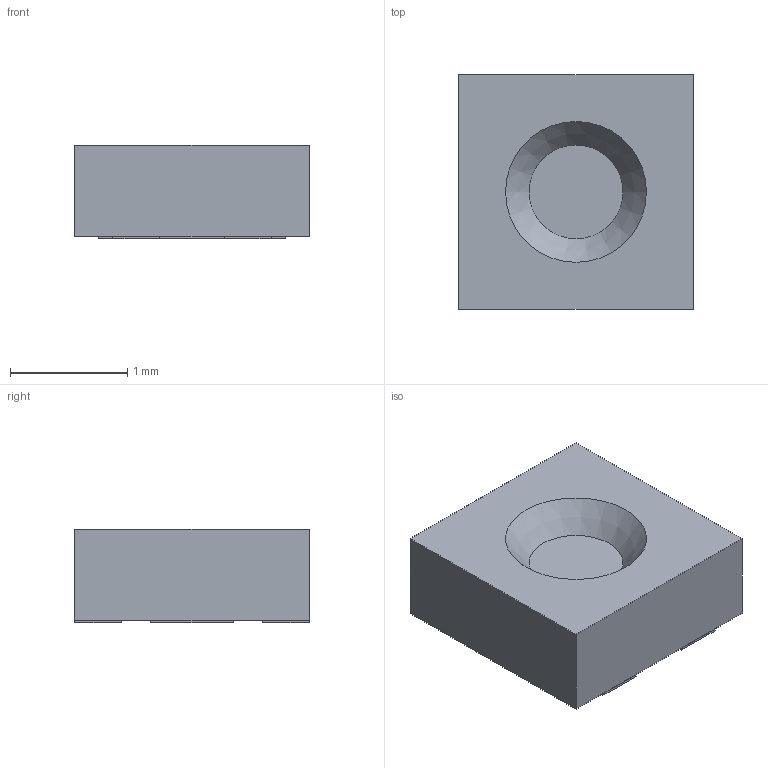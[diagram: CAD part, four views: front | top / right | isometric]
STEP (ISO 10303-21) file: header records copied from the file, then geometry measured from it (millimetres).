
FILE_DESCRIPTION(('FreeCAD Model'),'2;1');
FILE_NAME('Open CASCADE Shape Model','2022-12-21T18:17:58',(''),(''), 'Open CASCADE STEP processor 7.6','FreeCAD','Unknown');
FILE_SCHEMA(('AUTOMOTIVE_DESIGN { 1 0 10303 214 1 1 1 1 }'));
Length unit declared in the file: millimetre
Products named in the file (7): TH09C; Body; P1; P2; P3; P4; EP
Assembly tree (6 placements, depth 2):
  TH09C
    Body
    P1
    P2
    P3
    P4
    EP
Bounding box: 2 x 2 x 0.8 mm (x, y, z)
Volume: 3 mm3; surface area: 18.4 mm2
Topology: 6 solids, 6 shells, 38 faces, 75 edges, 50 vertices
Faces by surface type: plane 37, cone 1
Entity records: 2108 total; most frequent: CARTESIAN_POINT 320, DIRECTION 317, LINE 221, VECTOR 221, ORIENTED_EDGE 150, PCURVE 150, DEFINITIONAL_REPRESENTATION 150, EDGE_CURVE 75
